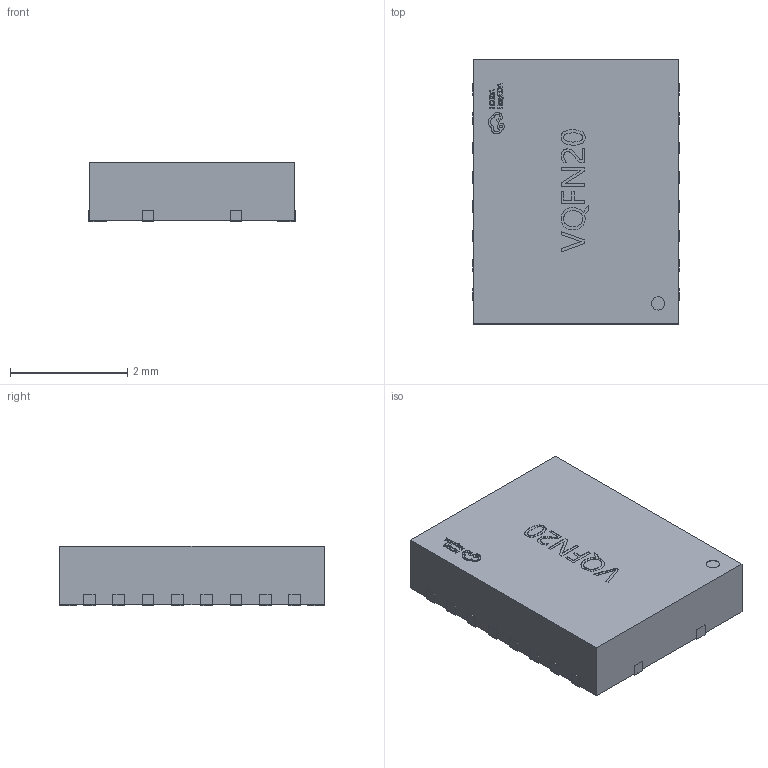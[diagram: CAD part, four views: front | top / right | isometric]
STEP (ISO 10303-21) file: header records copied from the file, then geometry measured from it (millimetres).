
FILE_DESCRIPTION (( 'STEP AP214' ), '1' );
FILE_NAME ('VQFN-20.STEP', '2024-02-28T01:48:42', ( '' ), ( '' ), 'SwSTEP 2.0', 'SolidWorks 2022', '' );
FILE_SCHEMA (( 'AUTOMOTIVE_DESIGN' ));
Length unit declared in the file: millimetre
Products named in the file (3): COMPOUND^VQFN-20_L4.5-W3.5-P0.50-BL-EP_U1_3D_PCB1_2024-02-28(2)_3D_PCB1_2024-02-28; VQFN-20_L4.5-W3.5-P0.50-BL-EP^U1_3D_PCB1_2024-02-28(2)_3D_PCB1_2024-02-28; VQFN-20
Assembly tree (2 placements, depth 3):
  VQFN-20
    VQFN-20_L4.5-W3.5-P0.50-BL-EP^U1_3D_PCB1_2024-02-28(2)_3D_PCB1_2024-02-28
      COMPOUND^VQFN-20_L4.5-W3.5-P0.50-BL-EP_U1_3D_PCB1_2024-02-28(2)_3D_PCB1_2024-02-28
Bounding box: 3.52 x 4.52 x 1.02 mm (x, y, z)
Volume: 16 mm3; surface area: 53.7 mm2
Topology: 34 solids, 34 shells, 507 faces, 1263 edges, 842 vertices
Faces by surface type: plane 341, bspline 144, cylinder 22
Entity records: 18190 total; most frequent: CARTESIAN_POINT 6610, ORIENTED_EDGE 2526, DIRECTION 1753, EDGE_CURVE 1263, VECTOR 927, LINE 927, VERTEX_POINT 842, EDGE_LOOP 537
